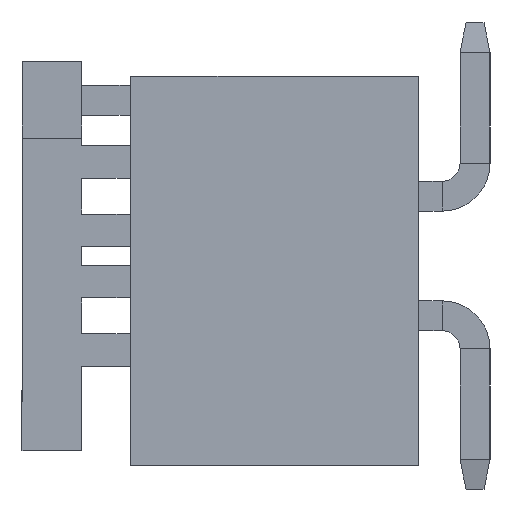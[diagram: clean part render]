
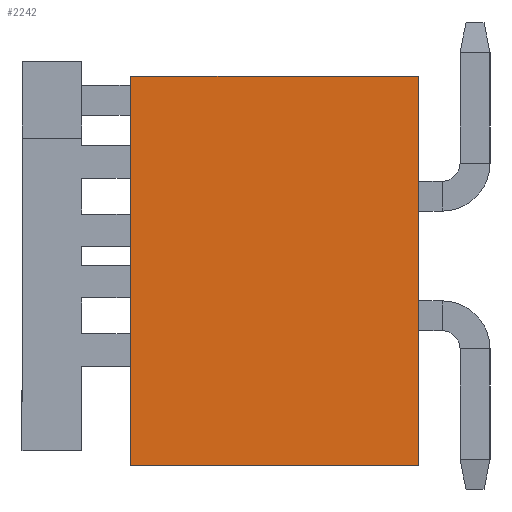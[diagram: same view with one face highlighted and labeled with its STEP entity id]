
A CAD part, left-side view. The second image highlights one B-rep face of the part: STEP entity #2242.
In plain terms, the highlighted planar face has unit normal (-1, 0, 0).
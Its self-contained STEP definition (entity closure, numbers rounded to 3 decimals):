
#2155=CARTESIAN_POINT('',(-6.195,-2.4,2.999));
#2156=VERTEX_POINT('',#2155);
#2166=CARTESIAN_POINT('',(-6.195,-2.4,-3.5));
#2167=VERTEX_POINT('',#2166);
#2168=CARTESIAN_POINT('',(-6.195,-2.4,2.999));
#2169=CARTESIAN_POINT('',(-6.195,-2.4,1.699));
#2170=CARTESIAN_POINT('',(-6.195,-2.4,0.399));
#2171=CARTESIAN_POINT('',(-6.195,-2.4,-0.9));
#2172=CARTESIAN_POINT('',(-6.195,-2.4,-2.2));
#2173=CARTESIAN_POINT('',(-6.195,-2.4,-3.5));
#2174=B_SPLINE_CURVE_WITH_KNOTS('',5,(#2168,#2169,#2170,#2171,#2172,#2173),.UNSPECIFIED.,.F.,.U.,(6,6),(0.,6.5),.UNSPECIFIED.);
#2175=EDGE_CURVE('',#2156,#2167,#2174,.T.);
#2206=CARTESIAN_POINT('',(-6.195,-0.001,-0.251));
#2207=DIRECTION('',(0.,0.,1.));
#2208=DIRECTION('',(-1.,0.,0.));
#2209=AXIS2_PLACEMENT_3D('',#2206,#2208,#2207);
#2210=PLANE('',#2209);
#2211=CARTESIAN_POINT('',(-6.195,2.399,2.999));
#2212=VERTEX_POINT('',#2211);
#2213=CARTESIAN_POINT('',(-6.195,-2.4,2.999));
#2214=CARTESIAN_POINT('',(-6.195,-1.44,2.999));
#2215=CARTESIAN_POINT('',(-6.195,-0.48,2.999));
#2216=CARTESIAN_POINT('',(-6.195,0.479,2.999));
#2217=CARTESIAN_POINT('',(-6.195,1.439,2.999));
#2218=CARTESIAN_POINT('',(-6.195,2.399,2.999));
#2219=B_SPLINE_CURVE_WITH_KNOTS('',5,(#2213,#2214,#2215,#2216,#2217,#2218),.UNSPECIFIED.,.F.,.U.,(6,6),(0.,4.8),.UNSPECIFIED.);
#2220=EDGE_CURVE('',#2156,#2212,#2219,.T.);
#2221=ORIENTED_EDGE('',*,*,#2220,.T.);
#2222=CARTESIAN_POINT('',(-6.195,2.399,-3.5));
#2223=VERTEX_POINT('',#2222);
#2224=CARTESIAN_POINT('',(-6.195,2.399,2.999));
#2225=DIRECTION('',(0.,0.,-1.));
#2226=VECTOR('',#2225,6.5);
#2227=LINE('',#2224,#2226);
#2228=EDGE_CURVE('',#2212,#2223,#2227,.T.);
#2229=ORIENTED_EDGE('',*,*,#2228,.T.);
#2230=CARTESIAN_POINT('',(-6.195,2.399,-3.5));
#2231=CARTESIAN_POINT('',(-6.195,1.439,-3.5));
#2232=CARTESIAN_POINT('',(-6.195,0.479,-3.5));
#2233=CARTESIAN_POINT('',(-6.195,-0.48,-3.5));
#2234=CARTESIAN_POINT('',(-6.195,-1.44,-3.5));
#2235=CARTESIAN_POINT('',(-6.195,-2.4,-3.5));
#2236=B_SPLINE_CURVE_WITH_KNOTS('',5,(#2230,#2231,#2232,#2233,#2234,#2235),.UNSPECIFIED.,.F.,.U.,(6,6),(0.,4.8),.UNSPECIFIED.);
#2237=EDGE_CURVE('',#2223,#2167,#2236,.T.);
#2238=ORIENTED_EDGE('',*,*,#2237,.T.);
#2239=ORIENTED_EDGE('',*,*,#2175,.F.);
#2240=EDGE_LOOP('',(#2221,#2229,#2238,#2239));
#2241=FACE_OUTER_BOUND('',#2240,.T.);
#2242=ADVANCED_FACE('',(#2241),#2210,.T.);
